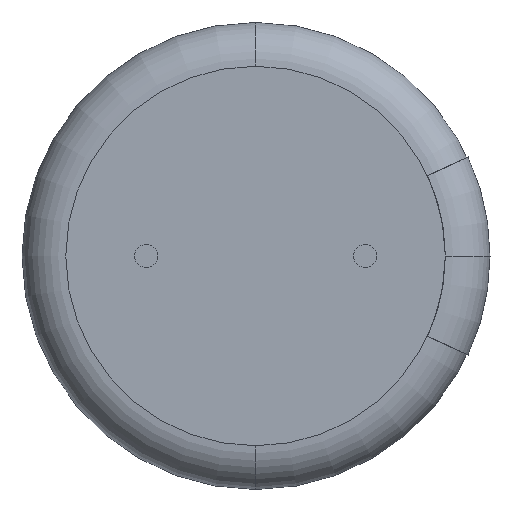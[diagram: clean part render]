
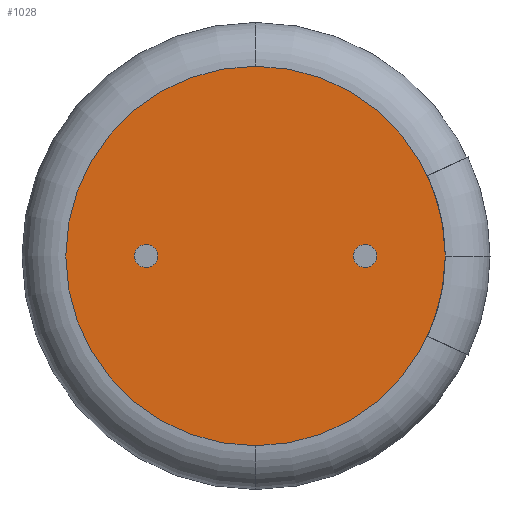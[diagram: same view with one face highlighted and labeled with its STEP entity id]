
A CAD part, front view. The second image highlights one B-rep face of the part: STEP entity #1028.
In plain terms, the highlighted planar face has unit normal (0, -1, 0).
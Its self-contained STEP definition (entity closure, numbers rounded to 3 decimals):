
#70 = EDGE_CURVE ( 'NONE', #282, #617, #1057, .T. ) ;
#79 = VERTEX_POINT ( 'NONE', #1952 ) ;
#112 = VERTEX_POINT ( 'NONE', #805 ) ;
#119 = CIRCLE ( 'NONE', #1051, 0.4 ) ;
#172 = AXIS2_PLACEMENT_3D ( 'NONE', #189, #1804, #763 ) ;
#174 = DIRECTION ( 'NONE',  ( 0., -1., 0. ) ) ;
#189 = CARTESIAN_POINT ( 'NONE',  ( 3.75, 0., 0. ) ) ;
#217 = ORIENTED_EDGE ( 'NONE', *, *, #2058, .F. ) ;
#260 = ORIENTED_EDGE ( 'NONE', *, *, #70, .T. ) ;
#282 = VERTEX_POINT ( 'NONE', #2019 ) ;
#292 = DIRECTION ( 'NONE',  ( 0., -1., 0. ) ) ;
#334 = AXIS2_PLACEMENT_3D ( 'NONE', #967, #396, #903 ) ;
#348 = CIRCLE ( 'NONE', #1787, 0.4 ) ;
#396 = DIRECTION ( 'NONE',  ( 0., -1., 0. ) ) ;
#412 = AXIS2_PLACEMENT_3D ( 'NONE', #1953, #713, #516 ) ;
#427 = AXIS2_PLACEMENT_3D ( 'NONE', #1129, #1124, #1118 ) ;
#449 = EDGE_CURVE ( 'NONE', #112, #457, #658, .T. ) ;
#450 = ORIENTED_EDGE ( 'NONE', *, *, #684, .T. ) ;
#457 = VERTEX_POINT ( 'NONE', #1617 ) ;
#466 = EDGE_LOOP ( 'NONE', ( #1889, #2211 ) ) ;
#516 = DIRECTION ( 'NONE',  ( 0., 0., -1. ) ) ;
#617 = VERTEX_POINT ( 'NONE', #1648 ) ;
#640 = CARTESIAN_POINT ( 'NONE',  ( 3.75, 0., -0.4 ) ) ;
#658 = CIRCLE ( 'NONE', #334, 0.4 ) ;
#684 = EDGE_CURVE ( 'NONE', #617, #282, #795, .T. ) ;
#711 = FACE_OUTER_BOUND ( 'NONE', #902, .T. ) ;
#713 = DIRECTION ( 'NONE',  ( 0., -1., 0. ) ) ;
#763 = DIRECTION ( 'NONE',  ( 0., 0., -1. ) ) ;
#795 = CIRCLE ( 'NONE', #427, 6.5 ) ;
#805 = CARTESIAN_POINT ( 'NONE',  ( -3.75, 0., 0.4 ) ) ;
#809 = ORIENTED_EDGE ( 'NONE', *, *, #2278, .F. ) ;
#902 = EDGE_LOOP ( 'NONE', ( #450, #260 ) ) ;
#903 = DIRECTION ( 'NONE',  ( 0., 0., -1. ) ) ;
#967 = CARTESIAN_POINT ( 'NONE',  ( -3.75, 0., 0. ) ) ;
#1028 = ADVANCED_FACE ( 'NONE', ( #711, #1615, #1117 ), #1547, .T. ) ;
#1051 = AXIS2_PLACEMENT_3D ( 'NONE', #1367, #292, #1525 ) ;
#1057 = CIRCLE ( 'NONE', #1189, 6.5 ) ;
#1117 = FACE_BOUND ( 'NONE', #2055, .T. ) ;
#1118 = DIRECTION ( 'NONE',  ( 0., 0., -1. ) ) ;
#1124 = DIRECTION ( 'NONE',  ( 0., -1., 0. ) ) ;
#1129 = CARTESIAN_POINT ( 'NONE',  ( 0., 0., 0. ) ) ;
#1189 = AXIS2_PLACEMENT_3D ( 'NONE', #2136, #2191, #2251 ) ;
#1269 = CARTESIAN_POINT ( 'NONE',  ( -3.75, 0., 0. ) ) ;
#1367 = CARTESIAN_POINT ( 'NONE',  ( 3.75, 0., 0. ) ) ;
#1434 = DIRECTION ( 'NONE',  ( 0., 0., -1. ) ) ;
#1466 = CIRCLE ( 'NONE', #172, 0.4 ) ;
#1525 = DIRECTION ( 'NONE',  ( 0., 0., -1. ) ) ;
#1547 = PLANE ( 'NONE',  #412 ) ;
#1615 = FACE_BOUND ( 'NONE', #466, .T. ) ;
#1617 = CARTESIAN_POINT ( 'NONE',  ( -3.75, 0., -0.4 ) ) ;
#1648 = CARTESIAN_POINT ( 'NONE',  ( 0., 0., -6.5 ) ) ;
#1787 = AXIS2_PLACEMENT_3D ( 'NONE', #1269, #174, #1434 ) ;
#1804 = DIRECTION ( 'NONE',  ( 0., -1., 0. ) ) ;
#1889 = ORIENTED_EDGE ( 'NONE', *, *, #449, .F. ) ;
#1952 = CARTESIAN_POINT ( 'NONE',  ( 3.75, 0., 0.4 ) ) ;
#1953 = CARTESIAN_POINT ( 'NONE',  ( 0., 0., 0. ) ) ;
#1982 = EDGE_CURVE ( 'NONE', #457, #112, #348, .T. ) ;
#2019 = CARTESIAN_POINT ( 'NONE',  ( 0., 0., 6.5 ) ) ;
#2055 = EDGE_LOOP ( 'NONE', ( #217, #809 ) ) ;
#2058 = EDGE_CURVE ( 'NONE', #79, #2259, #1466, .T. ) ;
#2136 = CARTESIAN_POINT ( 'NONE',  ( 0., 0., 0. ) ) ;
#2191 = DIRECTION ( 'NONE',  ( 0., -1., 0. ) ) ;
#2211 = ORIENTED_EDGE ( 'NONE', *, *, #1982, .F. ) ;
#2251 = DIRECTION ( 'NONE',  ( 0., 0., -1. ) ) ;
#2259 = VERTEX_POINT ( 'NONE', #640 ) ;
#2278 = EDGE_CURVE ( 'NONE', #2259, #79, #119, .T. ) ;
